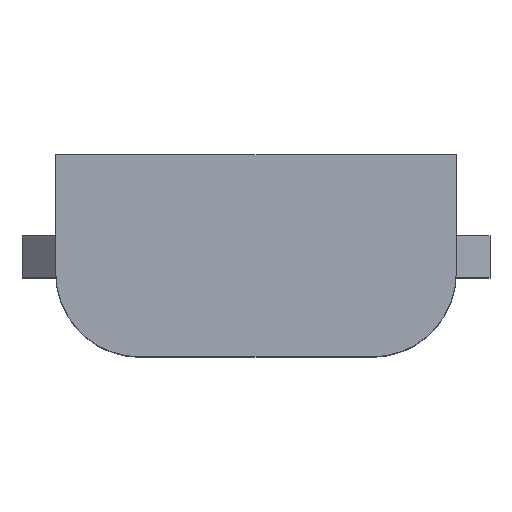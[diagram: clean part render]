
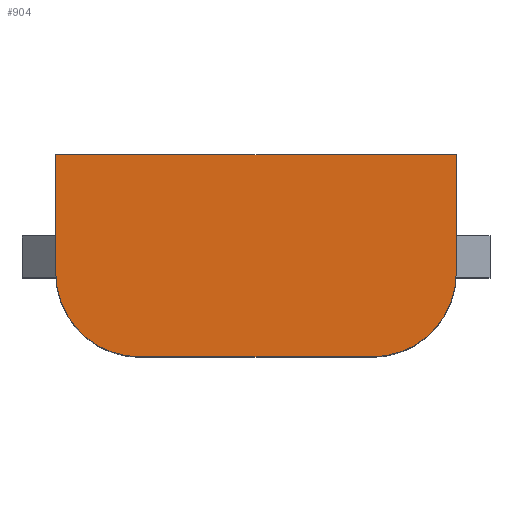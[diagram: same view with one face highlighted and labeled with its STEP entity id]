
A CAD part, top view. The second image highlights one B-rep face of the part: STEP entity #904.
In plain terms, the highlighted planar face has unit normal (0, 0, 1).
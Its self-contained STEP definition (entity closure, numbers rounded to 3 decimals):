
#796=CARTESIAN_POINT('',(2.385,-0.205,8.01));
#797=VERTEX_POINT('',#796);
#798=CARTESIAN_POINT('',(1.385,-1.205,8.01));
#799=VERTEX_POINT('',#798);
#800=CARTESIAN_POINT('',(1.385,-0.205,8.01));
#801=DIRECTION('',(0.0,0.0,-1.0));
#802=DIRECTION('',(0.707,-0.707,0.0));
#803=AXIS2_PLACEMENT_3D('',#800,#801,#802);
#804=CIRCLE('',#803,1.0);
#805=EDGE_CURVE('',#797,#799,#804,.T.);
#839=CARTESIAN_POINT('',(-1.385,-1.205,8.01));
#840=VERTEX_POINT('',#839);
#841=CARTESIAN_POINT('',(1.385,-1.205,8.01));
#842=DIRECTION('',(-1.0,0.0,0.0));
#843=VECTOR('',#842,2.77);
#844=LINE('',#841,#843);
#845=EDGE_CURVE('',#799,#840,#844,.T.);
#864=CARTESIAN_POINT('',(0.,0.,8.01));
#865=DIRECTION('',(0.0,0.0,1.0));
#866=DIRECTION('',(1.0,0.0,0.0));
#867=AXIS2_PLACEMENT_3D('',#864,#865,#866);
#868=PLANE('',#867);
#869=ORIENTED_EDGE('',*,*,#805,.F.);
#870=CARTESIAN_POINT('',(2.385,1.205,8.01));
#871=VERTEX_POINT('',#870);
#872=CARTESIAN_POINT('',(2.385,1.205,8.01));
#873=DIRECTION('',(0.0,-1.0,0.0));
#874=VECTOR('',#873,1.41);
#875=LINE('',#872,#874);
#876=EDGE_CURVE('',#871,#797,#875,.T.);
#877=ORIENTED_EDGE('',*,*,#876,.F.);
#878=CARTESIAN_POINT('',(-2.385,1.205,8.01));
#879=VERTEX_POINT('',#878);
#880=CARTESIAN_POINT('',(-2.385,1.205,8.01));
#881=DIRECTION('',(1.0,0.0,0.0));
#882=VECTOR('',#881,4.77);
#883=LINE('',#880,#882);
#884=EDGE_CURVE('',#879,#871,#883,.T.);
#885=ORIENTED_EDGE('',*,*,#884,.F.);
#886=CARTESIAN_POINT('',(-2.385,-0.205,8.01));
#887=VERTEX_POINT('',#886);
#888=CARTESIAN_POINT('',(-2.385,-0.205,8.01));
#889=DIRECTION('',(0.0,1.0,0.0));
#890=VECTOR('',#889,1.41);
#891=LINE('',#888,#890);
#892=EDGE_CURVE('',#887,#879,#891,.T.);
#893=ORIENTED_EDGE('',*,*,#892,.F.);
#894=CARTESIAN_POINT('',(-1.385,-0.205,8.01));
#895=DIRECTION('',(0.0,0.0,-1.0));
#896=DIRECTION('',(-0.707,-0.707,0.0));
#897=AXIS2_PLACEMENT_3D('',#894,#895,#896);
#898=CIRCLE('',#897,1.0);
#899=EDGE_CURVE('',#840,#887,#898,.T.);
#900=ORIENTED_EDGE('',*,*,#899,.F.);
#901=ORIENTED_EDGE('',*,*,#845,.F.);
#902=EDGE_LOOP('',(#869,#877,#885,#893,#900,#901));
#903=FACE_OUTER_BOUND('',#902,.T.);
#904=ADVANCED_FACE('',(#903),#868,.T.);
